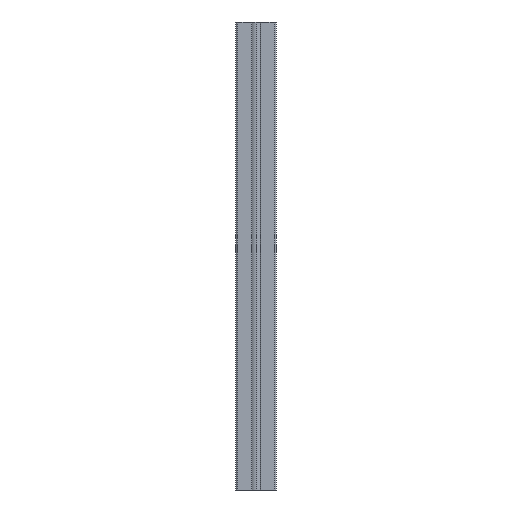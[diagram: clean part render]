
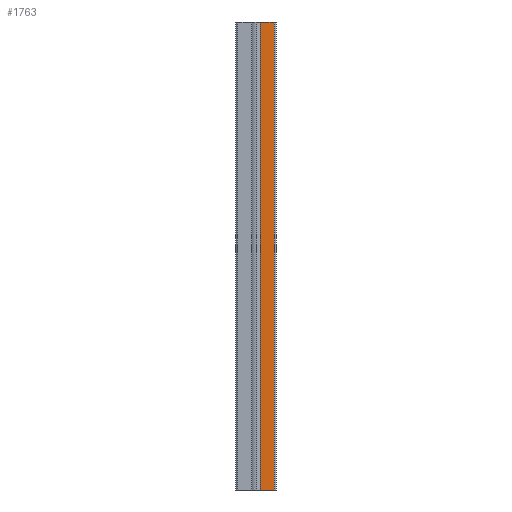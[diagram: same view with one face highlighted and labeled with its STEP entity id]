
A CAD part, front view. The second image highlights one B-rep face of the part: STEP entity #1763.
In plain terms, the highlighted planar face has unit normal (0, -1, 0).
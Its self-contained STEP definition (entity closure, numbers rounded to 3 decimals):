
#68=PLANE('',#1874);
#147=FACE_OUTER_BOUND('',#234,.T.);
#234=EDGE_LOOP('',(#1384,#1385,#1386,#1387));
#417=LINE('',#2677,#646);
#418=LINE('',#2680,#647);
#419=LINE('',#2682,#648);
#420=LINE('',#2683,#649);
#646=VECTOR('',#2181,10.);
#647=VECTOR('',#2184,10.);
#648=VECTOR('',#2185,10.);
#649=VECTOR('',#2186,10.);
#863=VERTEX_POINT('',#2673);
#864=VERTEX_POINT('',#2675);
#865=VERTEX_POINT('',#2679);
#866=VERTEX_POINT('',#2681);
#1081=EDGE_CURVE('',#863,#864,#417,.T.);
#1082=EDGE_CURVE('',#865,#863,#418,.T.);
#1083=EDGE_CURVE('',#866,#864,#419,.T.);
#1084=EDGE_CURVE('',#865,#866,#420,.T.);
#1384=ORIENTED_EDGE('',*,*,#1082,.T.);
#1385=ORIENTED_EDGE('',*,*,#1081,.T.);
#1386=ORIENTED_EDGE('',*,*,#1083,.F.);
#1387=ORIENTED_EDGE('',*,*,#1084,.F.);
#1763=ADVANCED_FACE('',(#147),#68,.T.);
#1874=AXIS2_PLACEMENT_3D('',#2678,#2182,#2183);
#2181=DIRECTION('',(0.,0.,1.));
#2182=DIRECTION('center_axis',(0.,-1.,0.));
#2183=DIRECTION('ref_axis',(1.,0.,0.));
#2184=DIRECTION('',(1.,0.,0.));
#2185=DIRECTION('',(1.,0.,0.));
#2186=DIRECTION('',(0.,0.,1.));
#2673=CARTESIAN_POINT('',(20.303,-29.,0.));
#2675=CARTESIAN_POINT('',(20.303,-29.,609.6));
#2677=CARTESIAN_POINT('',(20.303,-29.,0.));
#2678=CARTESIAN_POINT('Origin',(2.603,-29.,0.));
#2679=CARTESIAN_POINT('',(2.603,-29.,0.));
#2680=CARTESIAN_POINT('',(2.603,-29.,0.));
#2681=CARTESIAN_POINT('',(2.603,-29.,609.6));
#2682=CARTESIAN_POINT('',(2.603,-29.,609.6));
#2683=CARTESIAN_POINT('',(2.603,-29.,0.));
